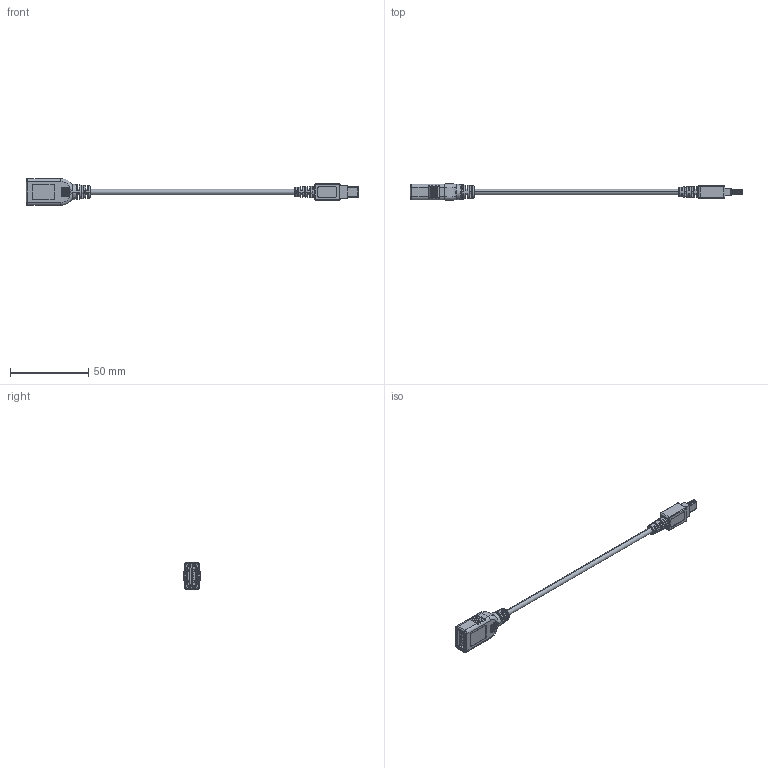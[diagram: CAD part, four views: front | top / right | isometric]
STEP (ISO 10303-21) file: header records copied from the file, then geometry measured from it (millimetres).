
FILE_DESCRIPTION (( 'STEP AP203' ), '1' );
FILE_NAME ('10-00651_revA2.STEP', '2018-11-02T21:59:47', ( '' ), ( '' ), 'SwSTEP 2.0', 'SolidWorks 2015', '' );
FILE_SCHEMA (( 'CONFIG_CONTROL_DESIGN' ));
Length unit declared in the file: millimetre
Products named in the file (11): 50-00424 shell; 50-00433 insulator; 50-00433; 10-00651_revA2; 50-00424; 50-00424 insulator; 50-00433 outside insulator; 24-00025; 30-00088_blunt cut; 50-00433 shell; 24-00058_connector cutout
Assembly tree (10 placements, depth 3):
  10-00651_revA2
    30-00088_blunt cut
    24-00058_connector cutout
    24-00025
    50-00424
      50-00424 insulator
      50-00424 shell
    50-00433
      50-00433 insulator
      50-00433 shell
      50-00433 outside insulator
Bounding box: 211.76 x 11 x 17.1 mm (x, y, z)
Volume: 8305.5 mm3; surface area: 19389.4 mm2
Topology: 60 solids, 60 shells, 1353 faces, 3284 edges, 2073 vertices
Faces by surface type: plane 561, cylinder 431, bspline 227, torus 108, cone 26
Entity records: 46900 total; most frequent: CARTESIAN_POINT 15522, ORIENTED_EDGE 6568, DIRECTION 5822, EDGE_CURVE 3284, AXIS2_PLACEMENT_3D 2128, VERTEX_POINT 2073, VECTOR 1566, LINE 1566
